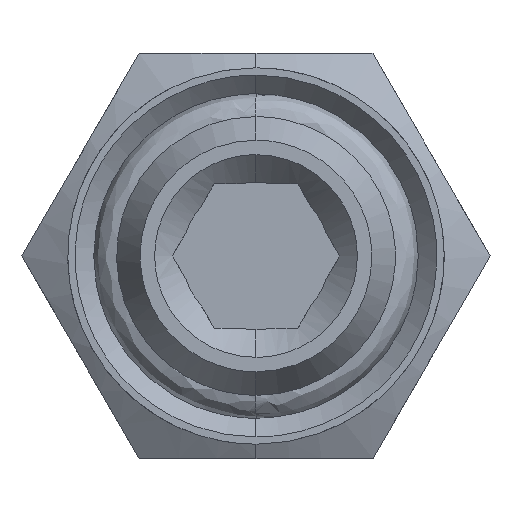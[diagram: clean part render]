
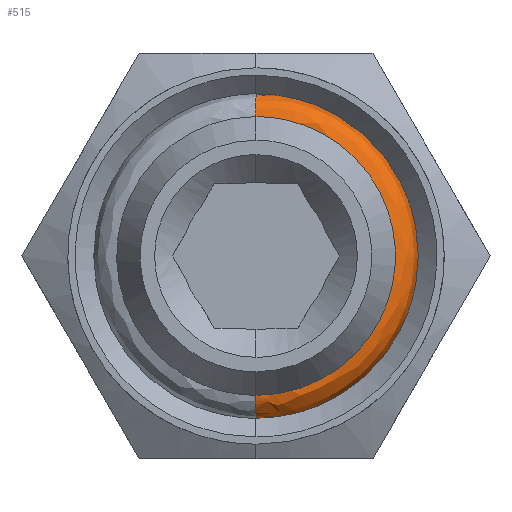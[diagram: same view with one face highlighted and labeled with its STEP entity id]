
A CAD part, front view. The second image highlights one B-rep face of the part: STEP entity #515.
In plain terms, the highlighted free-form (B-spline) face has degree [3, 3] with [7, 4] control points.
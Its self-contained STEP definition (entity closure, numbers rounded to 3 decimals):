
#12 = EDGE_CURVE ( 'NONE', #879, #1686, #1129, .T. ) ;
#127 = CARTESIAN_POINT ( 'NONE',  ( 0., 7., 4.903 ) ) ;
#146 = CARTESIAN_POINT ( 'NONE',  ( 0., 5.674, -3.951 ) ) ;
#152 = CARTESIAN_POINT ( 'NONE',  ( 0.644, 7., -4.903 ) ) ;
#158 = CARTESIAN_POINT ( 'NONE',  ( 0., 5.042, 4.328 ) ) ;
#173 = CARTESIAN_POINT ( 'NONE',  ( 2.471, 7., 4.283 ) ) ;
#190 = CARTESIAN_POINT ( 'NONE',  ( 3.922, 7., -3.011 ) ) ;
#200 = CARTESIAN_POINT ( 'NONE',  ( 9.63, 7.014, -4.815 ) ) ;
#383 = CARTESIAN_POINT ( 'NONE',  ( 0., 7., 4.903 ) ) ;
#388 = ORIENTED_EDGE ( 'NONE', *, *, #3564, .T. ) ;
#432 = CARTESIAN_POINT ( 'NONE',  ( 0., 5.648, -5.463 ) ) ;
#464 = CARTESIAN_POINT ( 'NONE',  ( 0., 5.6, 4. ) ) ;
#467 = ORIENTED_EDGE ( 'NONE', *, *, #12, .F. ) ;
#475 = CARTESIAN_POINT ( 'NONE',  ( 0., 5.042, -4.328 ) ) ;
#493 = CARTESIAN_POINT ( 'NONE',  ( 0., 5.648, -5.463 ) ) ;
#507 = CARTESIAN_POINT ( 'NONE',  ( 1.281, 7., 4.776 ) ) ;
#515 = ADVANCED_FACE ( 'NONE', ( #3565 ), #3645, .T. ) ;
#518 = CARTESIAN_POINT ( 'NONE',  ( 0., 5.6, -4. ) ) ;
#520 = CARTESIAN_POINT ( 'NONE',  ( 2.471, 7., -4.283 ) ) ;
#668 = CARTESIAN_POINT ( 'NONE',  ( 0., 5.6, 4. ) ) ;
#682 = CARTESIAN_POINT ( 'NONE',  ( 0., 6.854, 5.58 ) ) ;
#731 = EDGE_CURVE ( 'NONE', #1600, #879, #3340, .T. ) ;
#754 = CARTESIAN_POINT ( 'NONE',  ( 10.926, 5.648, 5.463 ) ) ;
#777 = CARTESIAN_POINT ( 'NONE',  ( 11.724, 6.267, -5.862 ) ) ;
#807 = CARTESIAN_POINT ( 'NONE',  ( 0., 5.043, -4.413 ) ) ;
#826 = CARTESIAN_POINT ( 'NONE',  ( 3.922, 7., 3.011 ) ) ;
#840 = CARTESIAN_POINT ( 'NONE',  ( 0., 7., -4.903 ) ) ;
#842 = CARTESIAN_POINT ( 'NONE',  ( 0., 7., 4.903 ) ) ;
#879 = VERTEX_POINT ( 'NONE', #127 ) ;
#892 = CARTESIAN_POINT ( 'NONE',  ( 0., 5.6, 4. ) ) ;
#965 = CARTESIAN_POINT ( 'NONE',  ( 0., 5.079, 5.097 ) ) ;
#981 = CARTESIAN_POINT ( 'NONE',  ( 9.63, 7.014, 4.815 ) ) ;
#1067 = CARTESIAN_POINT ( 'NONE',  ( 10.128, 5.029, 5.064 ) ) ;
#1111 = CARTESIAN_POINT ( 'NONE',  ( 0., 5.079, -5.097 ) ) ;
#1117 = CARTESIAN_POINT ( 'NONE',  ( 10.128, 5.029, -5.064 ) ) ;
#1129 = B_SPLINE_CURVE_WITH_KNOTS ( 'NONE', 3,
 ( #842, #2108, #507, #173, #3075, #826, #3088, #4012, #1462, #3734, #4059, #2121, #190, #2080, #520, #1165, #152, #3421 ),
 .UNSPECIFIED., .F., .F.,
 ( 4, 2, 2, 2, 2, 2, 2, 2, 4 ),
 ( 0., 0.393, 0.785, 1.178, 1.571, 1.963, 2.356, 2.749, 3.142 ),
 .UNSPECIFIED. ) ;
#1133 = CARTESIAN_POINT ( 'NONE',  ( 0., 5.6, -4. ) ) ;
#1165 = CARTESIAN_POINT ( 'NONE',  ( 1.281, 7., -4.776 ) ) ;
#1311 = CARTESIAN_POINT ( 'NONE',  ( 0., 5.648, 5.463 ) ) ;
#1373 = CARTESIAN_POINT ( 'NONE',  ( 0., 6.932, 5.546 ) ) ;
#1430 = EDGE_LOOP ( 'NONE', ( #388, #2265, #467, #3023 ) ) ;
#1462 = CARTESIAN_POINT ( 'NONE',  ( 4.903, 7., 0.644 ) ) ;
#1518 = CARTESIAN_POINT ( 'NONE',  ( 11.093, 6.932, -5.546 ) ) ;
#1541 = CARTESIAN_POINT ( 'NONE',  ( 0., 5.6, -4. ) ) ;
#1600 = VERTEX_POINT ( 'NONE', #464 ) ;
#1686 = VERTEX_POINT ( 'NONE', #4044 ) ;
#1909 = CARTESIAN_POINT ( 'NONE',  ( 8., 5.6, 4. ) ) ;
#2030 = CARTESIAN_POINT ( 'NONE',  ( 8.656, 5.042, -4.328 ) ) ;
#2080 = CARTESIAN_POINT ( 'NONE',  ( 3.011, 7., -3.922 ) ) ;
#2095 = VERTEX_POINT ( 'NONE', #1133 ) ;
#2106 = CARTESIAN_POINT ( 'NONE',  ( 0., 6.216, -5.829 ) ) ;
#2108 = CARTESIAN_POINT ( 'NONE',  ( 0.644, 7., 4.903 ) ) ;
#2121 = CARTESIAN_POINT ( 'NONE',  ( 4.283, 7., -2.471 ) ) ;
#2265 = ORIENTED_EDGE ( 'NONE', *, *, #4077, .F. ) ;
#2350 = CARTESIAN_POINT ( 'NONE',  ( 0., 5.029, 5.064 ) ) ;
#2393 = CARTESIAN_POINT ( 'NONE',  ( 7.901, 5.674, 3.951 ) ) ;
#2405 = CARTESIAN_POINT ( 'NONE',  ( 0., 6.854, -5.58 ) ) ;
#2443 = CARTESIAN_POINT ( 'NONE',  ( 0., 6.267, -5.862 ) ) ;
#2529 = CARTESIAN_POINT ( 'NONE',  ( 0., 7.014, -4.815 ) ) ;
#2617 = CARTESIAN_POINT ( 'NONE',  ( 0., 6.216, 5.829 ) ) ;
#2687 = CARTESIAN_POINT ( 'NONE',  ( 10.926, 5.648, -5.463 ) ) ;
#2696 = CARTESIAN_POINT ( 'NONE',  ( 7.901, 5.674, -3.951 ) ) ;
#2775 = CARTESIAN_POINT ( 'NONE',  ( 0., 7.014, 4.815 ) ) ;
#2797 =( BOUNDED_CURVE ( )  B_SPLINE_CURVE ( 3, ( #892, #1909, #3159, #1541 ),
 .UNSPECIFIED., .F., .F. ) 
 B_SPLINE_CURVE_WITH_KNOTS ( ( 4, 4 ),
 ( 0., 3.142 ),
 .UNSPECIFIED. ) 
 CURVE ( )  GEOMETRIC_REPRESENTATION_ITEM ( )  RATIONAL_B_SPLINE_CURVE ( ( 0.949, 0.316, 0.316, 0.949 ) ) 
 REPRESENTATION_ITEM ( '' )  );
#2997 = CARTESIAN_POINT ( 'NONE',  ( 8.656, 5.042, 4.328 ) ) ;
#3023 = ORIENTED_EDGE ( 'NONE', *, *, #731, .F. ) ;
#3028 = CARTESIAN_POINT ( 'NONE',  ( 0., 5.674, 3.951 ) ) ;
#3052 = CARTESIAN_POINT ( 'NONE',  ( 0., 5.029, -5.064 ) ) ;
#3075 = CARTESIAN_POINT ( 'NONE',  ( 3.011, 7., 3.922 ) ) ;
#3088 = CARTESIAN_POINT ( 'NONE',  ( 4.283, 7., 2.471 ) ) ;
#3159 = CARTESIAN_POINT ( 'NONE',  ( 8., 5.6, -4. ) ) ;
#3340 =( BOUNDED_CURVE ( )  B_SPLINE_CURVE ( 3, ( #668, #3857, #965, #1311, #2617, #682, #383 ),
 .UNSPECIFIED., .F., .T. ) 
 B_SPLINE_CURVE_WITH_KNOTS ( ( 4, 3, 4 ),
 ( 0., 1.931, 3.862 ),
 .UNSPECIFIED. ) 
 CURVE ( )  GEOMETRIC_REPRESENTATION_ITEM ( )  RATIONAL_B_SPLINE_CURVE ( ( 0.949, 0.686, 0.703, 1., 0.703, 0.686, 0.949 ) ) 
 REPRESENTATION_ITEM ( '' )  );
#3421 = CARTESIAN_POINT ( 'NONE',  ( 0., 7., -4.903 ) ) ;
#3564 = EDGE_CURVE ( 'NONE', #1600, #2095, #2797, .T. ) ;
#3565 = FACE_OUTER_BOUND ( 'NONE', #1430, .T. ) ;
#3625 = CARTESIAN_POINT ( 'NONE',  ( 11.724, 6.267, 5.862 ) ) ;
#3645 =( BOUNDED_SURFACE ( )  B_SPLINE_SURFACE ( 3, 3, ( 
 ( #146, #2696, #2393, #3028 ),
 ( #475, #2030, #2997, #158 ),
 ( #3052, #1117, #1067, #2350 ),
 ( #432, #2687, #754, #3739 ),
 ( #2443, #777, #3625, #3951 ),
 ( #4003, #1518, #3955, #1373 ),
 ( #2529, #200, #981, #2775 ) ),
 .UNSPECIFIED., .F., .F., .F. ) 
 B_SPLINE_SURFACE_WITH_KNOTS ( ( 4, 3, 4 ),
 ( 4, 4 ),
 ( 0., 0.5, 1. ),
 ( 0., 1. ),
 .UNSPECIFIED. ) 
 GEOMETRIC_REPRESENTATION_ITEM ( )  RATIONAL_B_SPLINE_SURFACE ( (
 ( 1., 0.333, 0.333, 1.),
 ( 0.685, 0.228, 0.228, 0.685),
 ( 0.685, 0.228, 0.228, 0.685),
 ( 1., 0.333, 0.333, 1.),
 ( 0.685, 0.228, 0.228, 0.685),
 ( 0.685, 0.228, 0.228, 0.685),
 ( 1., 0.333, 0.333, 1.) ) ) 
 REPRESENTATION_ITEM ( '' )  SURFACE ( )  );
#3734 = CARTESIAN_POINT ( 'NONE',  ( 4.903, 7., -0.644 ) ) ;
#3739 = CARTESIAN_POINT ( 'NONE',  ( 0., 5.648, 5.463 ) ) ;
#3800 =( BOUNDED_CURVE ( )  B_SPLINE_CURVE ( 3, ( #840, #2405, #2106, #493, #1111, #807, #518 ),
 .UNSPECIFIED., .F., .T. ) 
 B_SPLINE_CURVE_WITH_KNOTS ( ( 4, 3, 4 ),
 ( 0., 1.931, 3.862 ),
 .UNSPECIFIED. ) 
 CURVE ( )  GEOMETRIC_REPRESENTATION_ITEM ( )  RATIONAL_B_SPLINE_CURVE ( ( 0.949, 0.686, 0.703, 1., 0.703, 0.686, 0.949 ) ) 
 REPRESENTATION_ITEM ( '' )  );
#3857 = CARTESIAN_POINT ( 'NONE',  ( 0., 5.043, 4.413 ) ) ;
#3951 = CARTESIAN_POINT ( 'NONE',  ( 0., 6.267, 5.862 ) ) ;
#3955 = CARTESIAN_POINT ( 'NONE',  ( 11.093, 6.932, 5.546 ) ) ;
#4003 = CARTESIAN_POINT ( 'NONE',  ( 0., 6.932, -5.546 ) ) ;
#4012 = CARTESIAN_POINT ( 'NONE',  ( 4.776, 7., 1.281 ) ) ;
#4044 = CARTESIAN_POINT ( 'NONE',  ( 0., 7., -4.903 ) ) ;
#4059 = CARTESIAN_POINT ( 'NONE',  ( 4.776, 7., -1.281 ) ) ;
#4077 = EDGE_CURVE ( 'NONE', #1686, #2095, #3800, .T. ) ;
